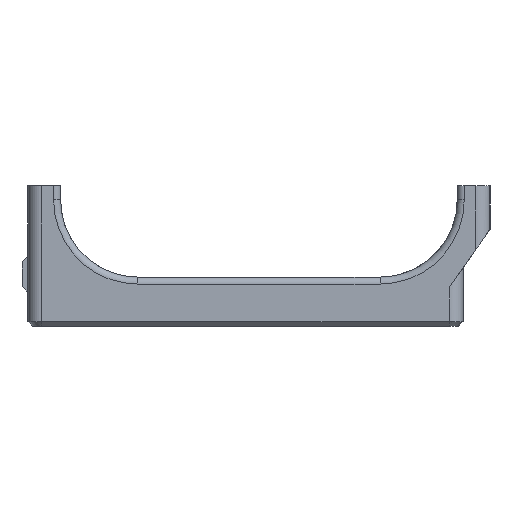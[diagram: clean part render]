
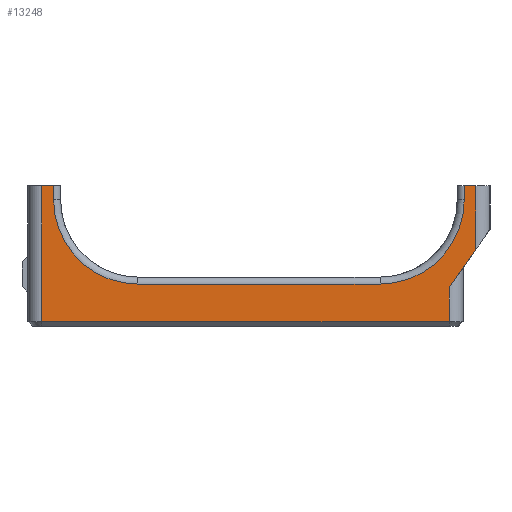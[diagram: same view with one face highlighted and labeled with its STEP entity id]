
A CAD part, left-side view. The second image highlights one B-rep face of the part: STEP entity #13248.
In plain terms, the highlighted planar face has unit normal (-1, 0, 0).
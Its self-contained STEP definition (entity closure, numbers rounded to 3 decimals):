
#650=CIRCLE('',#14360,7.2);
#651=CIRCLE('',#14361,7.2);
#1431=FACE_OUTER_BOUND('',#2194,.T.);
#2194=EDGE_LOOP('',(#10176,#10177,#10178,#10179,#10180,#10181,#10182,#10183,
#10184,#10185,#10186,#10187));
#3290=LINE('',#21670,#4593);
#3303=LINE('',#21703,#4606);
#3304=LINE('',#21705,#4607);
#3305=LINE('',#21707,#4608);
#3306=LINE('',#21709,#4609);
#3307=LINE('',#21710,#4610);
#3308=LINE('',#21712,#4611);
#3309=LINE('',#21716,#4612);
#3310=LINE('',#21720,#4613);
#3311=LINE('',#21721,#4614);
#4593=VECTOR('',#16921,1000.);
#4606=VECTOR('',#16946,1000.);
#4607=VECTOR('',#16947,1000.);
#4608=VECTOR('',#16948,1000.);
#4609=VECTOR('',#16949,1000.);
#4610=VECTOR('',#16950,1000.);
#4611=VECTOR('',#16951,1000.);
#4612=VECTOR('',#16954,1000.);
#4613=VECTOR('',#16957,1000.);
#4614=VECTOR('',#16958,1000.);
#6033=VERTEX_POINT('',#21667);
#6034=VERTEX_POINT('',#21669);
#6047=VERTEX_POINT('',#21701);
#6048=VERTEX_POINT('',#21702);
#6049=VERTEX_POINT('',#21704);
#6050=VERTEX_POINT('',#21706);
#6051=VERTEX_POINT('',#21708);
#6052=VERTEX_POINT('',#21711);
#6053=VERTEX_POINT('',#21713);
#6054=VERTEX_POINT('',#21715);
#6055=VERTEX_POINT('',#21717);
#6056=VERTEX_POINT('',#21719);
#7535=EDGE_CURVE('',#6033,#6034,#3290,.T.);
#7551=EDGE_CURVE('',#6047,#6048,#3303,.T.);
#7552=EDGE_CURVE('',#6048,#6049,#3304,.T.);
#7553=EDGE_CURVE('',#6049,#6050,#3305,.T.);
#7554=EDGE_CURVE('',#6051,#6050,#3306,.T.);
#7555=EDGE_CURVE('',#6051,#6034,#3307,.T.);
#7556=EDGE_CURVE('',#6033,#6052,#3308,.T.);
#7557=EDGE_CURVE('',#6052,#6053,#650,.T.);
#7558=EDGE_CURVE('',#6053,#6054,#3309,.T.);
#7559=EDGE_CURVE('',#6054,#6055,#651,.T.);
#7560=EDGE_CURVE('',#6055,#6056,#3310,.T.);
#7561=EDGE_CURVE('',#6047,#6056,#3311,.T.);
#10176=ORIENTED_EDGE('',*,*,#7551,.T.);
#10177=ORIENTED_EDGE('',*,*,#7552,.T.);
#10178=ORIENTED_EDGE('',*,*,#7553,.T.);
#10179=ORIENTED_EDGE('',*,*,#7554,.F.);
#10180=ORIENTED_EDGE('',*,*,#7555,.T.);
#10181=ORIENTED_EDGE('',*,*,#7535,.F.);
#10182=ORIENTED_EDGE('',*,*,#7556,.T.);
#10183=ORIENTED_EDGE('',*,*,#7557,.T.);
#10184=ORIENTED_EDGE('',*,*,#7558,.T.);
#10185=ORIENTED_EDGE('',*,*,#7559,.T.);
#10186=ORIENTED_EDGE('',*,*,#7560,.T.);
#10187=ORIENTED_EDGE('',*,*,#7561,.F.);
#12720=PLANE('',#14359);
#13248=ADVANCED_FACE('',(#1431),#12720,.F.);
#14359=AXIS2_PLACEMENT_3D('',#21700,#16944,#16945);
#14360=AXIS2_PLACEMENT_3D('',#21714,#16952,#16953);
#14361=AXIS2_PLACEMENT_3D('',#21718,#16955,#16956);
#16921=DIRECTION('',(0.,-1.,0.));
#16944=DIRECTION('center_axis',(1.,0.,0.));
#16945=DIRECTION('ref_axis',(0.,0.,-1.));
#16946=DIRECTION('',(0.,0.,-1.));
#16947=DIRECTION('',(0.,-1.,0.));
#16948=DIRECTION('',(0.,0.,1.));
#16949=DIRECTION('',(0.,0.574,-0.819));
#16950=DIRECTION('',(0.,0.,1.));
#16951=DIRECTION('',(0.,0.,-1.));
#16952=DIRECTION('center_axis',(1.,0.,0.));
#16953=DIRECTION('ref_axis',(0.,0.,-1.));
#16954=DIRECTION('',(0.,1.,0.));
#16955=DIRECTION('center_axis',(1.,0.,0.));
#16956=DIRECTION('ref_axis',(0.,0.,-1.));
#16957=DIRECTION('',(0.,0.,1.));
#16958=DIRECTION('',(0.,-1.,0.));
#21667=CARTESIAN_POINT('',(116.322,-112.291,271.862));
#21669=CARTESIAN_POINT('',(116.322,-113.291,271.862));
#21670=CARTESIAN_POINT('',(116.322,0.,271.862));
#21700=CARTESIAN_POINT('Origin',(116.322,0.,365.734));
#21701=CARTESIAN_POINT('',(116.322,-76.191,271.862));
#21702=CARTESIAN_POINT('',(116.322,-76.191,260.262));
#21703=CARTESIAN_POINT('',(116.322,-76.191,259.862));
#21704=CARTESIAN_POINT('',(116.322,-110.991,260.262));
#21705=CARTESIAN_POINT('',(116.322,-110.991,260.262));
#21706=CARTESIAN_POINT('',(116.322,-110.991,263.149));
#21707=CARTESIAN_POINT('',(116.322,-110.991,365.734));
#21708=CARTESIAN_POINT('',(116.322,-113.291,266.433));
#21709=CARTESIAN_POINT('',(116.322,-112.191,264.862));
#21710=CARTESIAN_POINT('',(116.322,-113.291,365.734));
#21711=CARTESIAN_POINT('',(116.322,-112.291,270.663));
#21712=CARTESIAN_POINT('',(116.322,-112.291,270.663));
#21713=CARTESIAN_POINT('',(116.322,-105.091,263.463));
#21714=CARTESIAN_POINT('Origin',(116.322,-105.091,270.663));
#21715=CARTESIAN_POINT('',(116.322,-84.391,263.463));
#21716=CARTESIAN_POINT('',(116.322,0.,263.463));
#21717=CARTESIAN_POINT('',(116.322,-77.191,270.663));
#21718=CARTESIAN_POINT('Origin',(116.322,-84.391,270.663));
#21719=CARTESIAN_POINT('',(116.322,-77.191,271.862));
#21720=CARTESIAN_POINT('',(116.322,-77.191,271.862));
#21721=CARTESIAN_POINT('',(116.322,0.,271.862));
